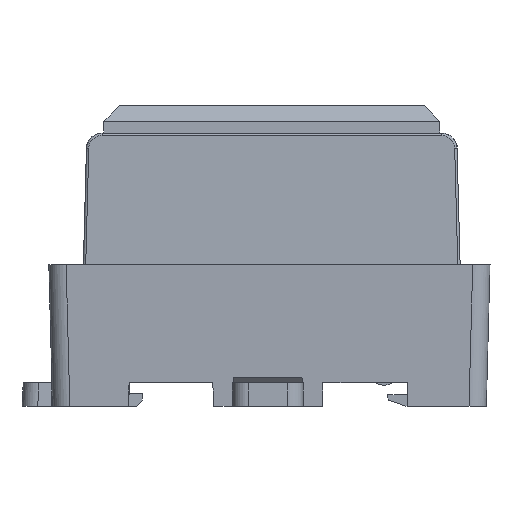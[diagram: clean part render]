
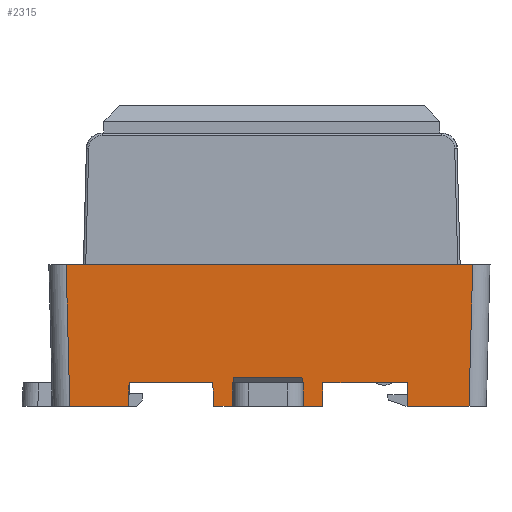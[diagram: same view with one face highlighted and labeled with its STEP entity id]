
A CAD part, left-side view. The second image highlights one B-rep face of the part: STEP entity #2315.
In plain terms, the highlighted planar face has unit normal (-1, 0, -0.026).
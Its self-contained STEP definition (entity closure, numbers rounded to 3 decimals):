
#1327=FACE_OUTER_BOUND('',#3805,.T.);
#2315=ADVANCED_FACE('',(#1327),#3031,.T.);
#3031=PLANE('',#14873);
#3805=EDGE_LOOP('',(#5359,#5360,#5361,#5362,#5363,#5364,#5365,#5366,#5367,
#5368,#5369,#5370,#5371,#5372,#5373,#5374));
#5359=ORIENTED_EDGE('',*,*,#10129,.F.);
#5360=ORIENTED_EDGE('',*,*,#10112,.T.);
#5361=ORIENTED_EDGE('',*,*,#10133,.T.);
#5362=ORIENTED_EDGE('',*,*,#9762,.T.);
#5363=ORIENTED_EDGE('',*,*,#9958,.T.);
#5364=ORIENTED_EDGE('',*,*,#10003,.T.);
#5365=ORIENTED_EDGE('',*,*,#10140,.T.);
#5366=ORIENTED_EDGE('',*,*,#9986,.F.);
#5367=ORIENTED_EDGE('',*,*,#10143,.T.);
#5368=ORIENTED_EDGE('',*,*,#9929,.T.);
#5369=ORIENTED_EDGE('',*,*,#10014,.F.);
#5370=ORIENTED_EDGE('',*,*,#9772,.T.);
#5371=ORIENTED_EDGE('',*,*,#10122,.F.);
#5372=ORIENTED_EDGE('',*,*,#10108,.T.);
#5373=ORIENTED_EDGE('',*,*,#10126,.F.);
#5374=ORIENTED_EDGE('',*,*,#10128,.T.);
#8496=VERTEX_POINT('',#19642);
#8497=VERTEX_POINT('',#19644);
#8506=VERTEX_POINT('',#19662);
#8507=VERTEX_POINT('',#19664);
#8631=VERTEX_POINT('',#19976);
#8632=VERTEX_POINT('',#19978);
#8651=VERTEX_POINT('',#20035);
#8676=VERTEX_POINT('',#20093);
#8677=VERTEX_POINT('',#20095);
#8686=VERTEX_POINT('',#20122);
#8743=VERTEX_POINT('',#20327);
#8745=VERTEX_POINT('',#20332);
#8748=VERTEX_POINT('',#20340);
#8749=VERTEX_POINT('',#20342);
#8754=VERTEX_POINT('',#20367);
#8755=VERTEX_POINT('',#20371);
#9762=EDGE_CURVE('',#8497,#8496,#11633,.T.);
#9772=EDGE_CURVE('',#8507,#8506,#11641,.T.);
#9929=EDGE_CURVE('',#8632,#8631,#11793,.T.);
#9958=EDGE_CURVE('',#8496,#8651,#11813,.T.);
#9986=EDGE_CURVE('',#8676,#8677,#11840,.T.);
#10003=EDGE_CURVE('',#8651,#8686,#11853,.T.);
#10014=EDGE_CURVE('',#8507,#8631,#11863,.T.);
#10108=EDGE_CURVE('',#8743,#8745,#11952,.T.);
#10112=EDGE_CURVE('',#8749,#8748,#11955,.T.);
#10122=EDGE_CURVE('',#8743,#8506,#11965,.T.);
#10126=EDGE_CURVE('',#8754,#8745,#11969,.T.);
#10128=EDGE_CURVE('',#8754,#8755,#11971,.T.);
#10129=EDGE_CURVE('',#8749,#8755,#11972,.T.);
#10133=EDGE_CURVE('',#8748,#8497,#11976,.T.);
#10140=EDGE_CURVE('',#8686,#8677,#11981,.T.);
#10143=EDGE_CURVE('',#8676,#8632,#11984,.T.);
#11633=LINE('',#19643,#13252);
#11641=LINE('',#19663,#13260);
#11793=LINE('',#19977,#13412);
#11813=LINE('',#20034,#13432);
#11840=LINE('',#20094,#13459);
#11853=LINE('',#20123,#13472);
#11863=LINE('',#20142,#13482);
#11952=LINE('',#20333,#13571);
#11955=LINE('',#20341,#13574);
#11965=LINE('',#20360,#13584);
#11969=LINE('',#20368,#13588);
#11971=LINE('',#20372,#13590);
#11972=LINE('',#20374,#13591);
#11976=LINE('',#20381,#13595);
#11981=LINE('',#20395,#13600);
#11984=LINE('',#20402,#13603);
#13252=VECTOR('',#15844,1.);
#13260=VECTOR('',#15856,1.);
#13412=VECTOR('',#16082,1.);
#13432=VECTOR('',#16138,1.);
#13459=VECTOR('',#16179,1.);
#13472=VECTOR('',#16204,1.);
#13482=VECTOR('',#16222,1.);
#13571=VECTOR('',#16407,1.);
#13574=VECTOR('',#16414,1.);
#13584=VECTOR('',#16432,1.);
#13588=VECTOR('',#16442,1.);
#13590=VECTOR('',#16446,1.);
#13591=VECTOR('',#16449,1.);
#13595=VECTOR('',#16459,1.);
#13600=VECTOR('',#16482,1.);
#13603=VECTOR('',#16493,1.);
#14873=AXIS2_PLACEMENT_3D('',#20404,#16496,#16497);
#15844=DIRECTION('',(0.,-1.,0.));
#15856=DIRECTION('',(0.,-1.,0.));
#16082=DIRECTION('',(0.,-1.,0.));
#16138=DIRECTION('',(0.026,-0.017,-1.));
#16179=DIRECTION('',(0.,-1.,0.));
#16204=DIRECTION('',(0.,-1.,0.));
#16222=DIRECTION('',(0.026,0.017,-1.));
#16407=DIRECTION('',(0.,-1.,0.));
#16414=DIRECTION('',(0.,-1.,0.));
#16432=DIRECTION('',(-0.026,0.035,0.999));
#16442=DIRECTION('',(0.026,0.009,-1.));
#16446=DIRECTION('',(0.,-1.,0.));
#16449=DIRECTION('',(-0.026,0.009,1.));
#16459=DIRECTION('',(-0.026,-0.035,0.999));
#16482=DIRECTION('',(-0.026,-0.026,0.999));
#16493=DIRECTION('',(0.026,-0.026,-0.999));
#16496=DIRECTION('',(-1.,0.,-0.026));
#16497=DIRECTION('',(0.026,0.,-1.));
#19642=CARTESIAN_POINT('',(112.943,-17.55,-30.25));
#19643=CARTESIAN_POINT('',(112.943,0.2,-30.25));
#19644=CARTESIAN_POINT('',(112.943,-6.8,-30.25));
#19662=CARTESIAN_POINT('',(112.943,7.2,-30.25));
#19663=CARTESIAN_POINT('',(112.943,0.2,-30.25));
#19664=CARTESIAN_POINT('',(112.943,17.85,-30.25));
#19976=CARTESIAN_POINT('',(113.021,17.902,-33.25));
#19977=CARTESIAN_POINT('',(113.021,0.2,-33.25));
#19978=CARTESIAN_POINT('',(113.021,25.379,-33.25));
#20034=CARTESIAN_POINT('',(112.542,-17.283,-14.956));
#20035=CARTESIAN_POINT('',(113.021,-17.602,-33.25));
#20093=CARTESIAN_POINT('',(112.55,25.851,-15.25));
#20094=CARTESIAN_POINT('',(112.55,-0.3,-15.25));
#20095=CARTESIAN_POINT('',(112.55,-25.851,-15.25));
#20122=CARTESIAN_POINT('',(113.021,-25.379,-33.25));
#20123=CARTESIAN_POINT('',(113.021,-0.3,-33.25));
#20142=CARTESIAN_POINT('',(112.974,17.871,-31.454));
#20327=CARTESIAN_POINT('',(113.021,7.095,-33.25));
#20332=CARTESIAN_POINT('',(113.021,4.576,-33.25));
#20333=CARTESIAN_POINT('',(113.021,0.2,-33.25));
#20340=CARTESIAN_POINT('',(113.021,-6.695,-33.25));
#20341=CARTESIAN_POINT('',(113.021,0.2,-33.25));
#20342=CARTESIAN_POINT('',(113.021,-4.176,-33.25));
#20360=CARTESIAN_POINT('',(112.974,7.158,-31.452));
#20367=CARTESIAN_POINT('',(112.924,4.544,-29.524));
#20368=CARTESIAN_POINT('',(112.549,4.419,-15.211));
#20371=CARTESIAN_POINT('',(112.924,-4.144,-29.524));
#20372=CARTESIAN_POINT('',(112.924,-209.245,-29.524));
#20374=CARTESIAN_POINT('',(112.549,-4.019,-15.22));
#20381=CARTESIAN_POINT('',(112.556,-7.315,-15.497));
#20395=CARTESIAN_POINT('',(112.567,-25.833,-15.91));
#20402=CARTESIAN_POINT('',(112.567,25.833,-15.91));
#20404=CARTESIAN_POINT('',(112.55,-0.3,-15.253));
